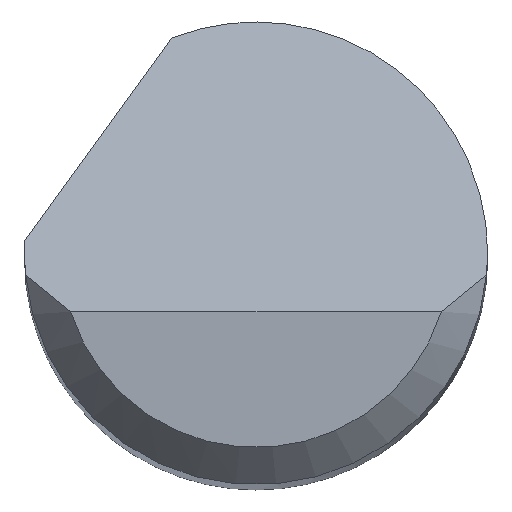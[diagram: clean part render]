
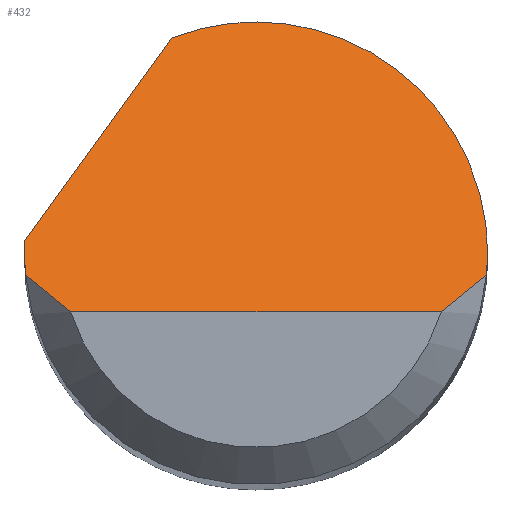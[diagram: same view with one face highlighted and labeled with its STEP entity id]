
A CAD part, top view. The second image highlights one B-rep face of the part: STEP entity #432.
In plain terms, the highlighted planar face has unit normal (0, 0.707, 0.707).
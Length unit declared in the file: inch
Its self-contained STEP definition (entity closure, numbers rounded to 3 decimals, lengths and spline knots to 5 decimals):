
#22 = PLANE ( 'NONE',  #696 ) ;
#36 = CARTESIAN_POINT ( 'NONE',  ( 0., -0.02375, 2. ) ) ;
#39 = VERTEX_POINT ( 'NONE', #576 ) ;
#51 = CARTESIAN_POINT ( 'NONE',  ( -0.09362, 0.005, 1.97125 ) ) ;
#63 =( BOUNDED_CURVE ( )  B_SPLINE_CURVE ( 3, ( #266, #510, #751, #695 ),
 .UNSPECIFIED., .F., .F. ) 
 B_SPLINE_CURVE_WITH_KNOTS ( ( 4, 4 ),
 ( 4.61892, 4.71239 ),
 .UNSPECIFIED. ) 
 CURVE ( )  GEOMETRIC_REPRESENTATION_ITEM ( )  RATIONAL_B_SPLINE_CURVE ( ( 1., 0.999, 0.999, 1. ) ) 
 REPRESENTATION_ITEM ( '' )  );
#94 = EDGE_CURVE ( 'NONE', #372, #347, #248, .T. ) ;
#96 = ORIENTED_EDGE ( 'NONE', *, *, #477, .T. ) ;
#98 = VECTOR ( 'NONE', #687, 39.37008 ) ;
#102 = CARTESIAN_POINT ( 'NONE',  ( 0.09375, -0.00292, 1.97917 ) ) ;
#115 = VERTEX_POINT ( 'NONE', #331 ) ;
#140 = CARTESIAN_POINT ( 'NONE',  ( 0.09375, 0., 1.97625 ) ) ;
#144 = ORIENTED_EDGE ( 'NONE', *, *, #231, .F. ) ;
#151 = EDGE_CURVE ( 'NONE', #39, #752, #63, .T. ) ;
#185 = ORIENTED_EDGE ( 'NONE', *, *, #539, .F. ) ;
#190 = ORIENTED_EDGE ( 'NONE', *, *, #151, .F. ) ;
#195 = CARTESIAN_POINT ( 'NONE',  ( 0.09334, -0.00875, 1.985 ) ) ;
#219 =( BOUNDED_CURVE ( )  B_SPLINE_CURVE ( 3, ( #649, #102, #338, #596 ),
 .UNSPECIFIED., .F., .T. ) 
 B_SPLINE_CURVE_WITH_KNOTS ( ( 4, 4 ),
 ( 1.5708, 1.66427 ),
 .UNSPECIFIED. ) 
 CURVE ( )  GEOMETRIC_REPRESENTATION_ITEM ( )  RATIONAL_B_SPLINE_CURVE ( ( 1., 0.999, 0.999, 1. ) ) 
 REPRESENTATION_ITEM ( '' )  );
#225 = CARTESIAN_POINT ( 'NONE',  ( -0.08157, -0.019, 1.99525 ) ) ;
#228 = CARTESIAN_POINT ( 'NONE',  ( -0.08761, -0.01397, 1.99022 ) ) ;
#231 = EDGE_CURVE ( 'NONE', #681, #347, #219, .T. ) ;
#235 = VECTOR ( 'NONE', #602, 39.37008 ) ;
#239 = CARTESIAN_POINT ( 'NONE',  ( -0.11014, -0.01781, 1.99406 ) ) ;
#248 = B_SPLINE_CURVE_WITH_KNOTS ( 'NONE', 3,
 ( #641, #501, #513, #755 ),
 .UNSPECIFIED., .F., .F.,
 ( 4, 4 ),
 ( 0., 0.00071 ),
 .UNSPECIFIED. ) ;
#255 = EDGE_CURVE ( 'NONE', #39, #355, #545, .T. ) ;
#266 = CARTESIAN_POINT ( 'NONE',  ( -0.09334, -0.00875, 1.985 ) ) ;
#291 = CARTESIAN_POINT ( 'NONE',  ( -0.09375, 0., 1.97625 ) ) ;
#294 = LINE ( 'NONE', #239, #235 ) ;
#303 = CARTESIAN_POINT ( 'NONE',  ( -0.07508, -0.02375, 2. ) ) ;
#306 = CARTESIAN_POINT ( 'NONE',  ( -0.03394, 0.08739, 1.88886 ) ) ;
#322 = DIRECTION ( 'NONE',  ( 0., -0.707, -0.707 ) ) ;
#324 = EDGE_LOOP ( 'NONE', ( #96, #329, #144, #712, #449, #185, #190, #588 ) ) ;
#327 = CARTESIAN_POINT ( 'NONE',  ( -0.09375, -0.02375, 2. ) ) ;
#329 = ORIENTED_EDGE ( 'NONE', *, *, #94, .T. ) ;
#331 = CARTESIAN_POINT ( 'NONE',  ( -0.09362, 0.005, 1.97125 ) ) ;
#338 = CARTESIAN_POINT ( 'NONE',  ( 0.09361, -0.00584, 1.98209 ) ) ;
#347 = VERTEX_POINT ( 'NONE', #195 ) ;
#355 = VERTEX_POINT ( 'NONE', #303 ) ;
#372 = VERTEX_POINT ( 'NONE', #736 ) ;
#387 = CARTESIAN_POINT ( 'NONE',  ( -0.03394, 0.08739, 1.88886 ) ) ;
#390 = DIRECTION ( 'NONE',  ( 0., 0.707, -0.707 ) ) ;
#404 = CARTESIAN_POINT ( 'NONE',  ( -0.09375, 0.00167, 1.97458 ) ) ;
#414 =( BOUNDED_CURVE ( )  B_SPLINE_CURVE ( 3, ( #291, #404, #776, #51 ),
 .UNSPECIFIED., .F., .F. ) 
 B_SPLINE_CURVE_WITH_KNOTS ( ( 4, 4 ),
 ( 4.71239, 4.76575 ),
 .UNSPECIFIED. ) 
 CURVE ( )  GEOMETRIC_REPRESENTATION_ITEM ( )  RATIONAL_B_SPLINE_CURVE ( ( 1., 1., 1., 1. ) ) 
 REPRESENTATION_ITEM ( '' )  );
#432 = ADVANCED_FACE ( 'NONE', ( #565 ), #22, .F. ) ;
#449 = ORIENTED_EDGE ( 'NONE', *, *, #727, .F. ) ;
#453 = EDGE_CURVE ( 'NONE', #729, #681, #713, .T. ) ;
#466 = CARTESIAN_POINT ( 'NONE',  ( -0.07508, -0.02375, 2. ) ) ;
#477 = EDGE_CURVE ( 'NONE', #355, #372, #505, .T. ) ;
#481 = CARTESIAN_POINT ( 'NONE',  ( -0.09375, 0., 1.97625 ) ) ;
#501 = CARTESIAN_POINT ( 'NONE',  ( 0.08157, -0.019, 1.99525 ) ) ;
#505 = LINE ( 'NONE', #36, #98 ) ;
#510 = CARTESIAN_POINT ( 'NONE',  ( -0.09361, -0.00584, 1.98209 ) ) ;
#513 = CARTESIAN_POINT ( 'NONE',  ( 0.08761, -0.01397, 1.99022 ) ) ;
#539 = EDGE_CURVE ( 'NONE', #752, #115, #414, .T. ) ;
#545 = B_SPLINE_CURVE_WITH_KNOTS ( 'NONE', 3,
 ( #773, #228, #225, #466 ),
 .UNSPECIFIED., .F., .F.,
 ( 4, 4 ),
 ( 0., 0.00071 ),
 .UNSPECIFIED. ) ;
#565 = FACE_OUTER_BOUND ( 'NONE', #324, .T. ) ;
#574 = CARTESIAN_POINT ( 'NONE',  ( 0.09375, 0.07266, 1.90359 ) ) ;
#576 = CARTESIAN_POINT ( 'NONE',  ( -0.09334, -0.00875, 1.985 ) ) ;
#588 = ORIENTED_EDGE ( 'NONE', *, *, #255, .T. ) ;
#596 = CARTESIAN_POINT ( 'NONE',  ( 0.09334, -0.00875, 1.985 ) ) ;
#602 = DIRECTION ( 'NONE',  ( 0.456, 0.629, -0.629 ) ) ;
#627 = CARTESIAN_POINT ( 'NONE',  ( 0.03379, 0.11369, 1.86256 ) ) ;
#641 = CARTESIAN_POINT ( 'NONE',  ( 0.07508, -0.02375, 2. ) ) ;
#649 = CARTESIAN_POINT ( 'NONE',  ( 0.09375, 0., 1.97625 ) ) ;
#681 = VERTEX_POINT ( 'NONE', #734 ) ;
#687 = DIRECTION ( 'NONE',  ( 1., 0., 0. ) ) ;
#695 = CARTESIAN_POINT ( 'NONE',  ( -0.09375, 0., 1.97625 ) ) ;
#696 = AXIS2_PLACEMENT_3D ( 'NONE', #327, #322, #390 ) ;
#712 = ORIENTED_EDGE ( 'NONE', *, *, #453, .F. ) ;
#713 =( BOUNDED_CURVE ( )  B_SPLINE_CURVE ( 3, ( #387, #627, #574, #140 ),
 .UNSPECIFIED., .F., .F. ) 
 B_SPLINE_CURVE_WITH_KNOTS ( ( 4, 4 ),
 ( 5.91277, 7.85398 ),
 .UNSPECIFIED. ) 
 CURVE ( )  GEOMETRIC_REPRESENTATION_ITEM ( )  RATIONAL_B_SPLINE_CURVE ( ( 1., 0.71, 0.71, 1. ) ) 
 REPRESENTATION_ITEM ( '' )  );
#727 = EDGE_CURVE ( 'NONE', #115, #729, #294, .T. ) ;
#729 = VERTEX_POINT ( 'NONE', #306 ) ;
#734 = CARTESIAN_POINT ( 'NONE',  ( 0.09375, 0., 1.97625 ) ) ;
#736 = CARTESIAN_POINT ( 'NONE',  ( 0.07508, -0.02375, 2. ) ) ;
#751 = CARTESIAN_POINT ( 'NONE',  ( -0.09375, -0.00292, 1.97917 ) ) ;
#752 = VERTEX_POINT ( 'NONE', #481 ) ;
#755 = CARTESIAN_POINT ( 'NONE',  ( 0.09334, -0.00875, 1.985 ) ) ;
#773 = CARTESIAN_POINT ( 'NONE',  ( -0.09334, -0.00875, 1.985 ) ) ;
#776 = CARTESIAN_POINT ( 'NONE',  ( -0.09371, 0.00333, 1.97292 ) ) ;
